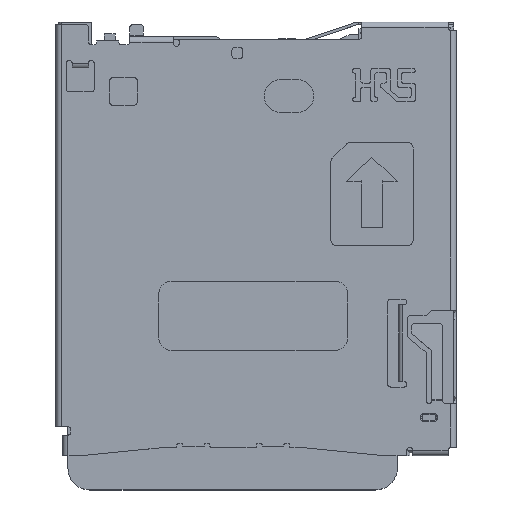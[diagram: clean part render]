
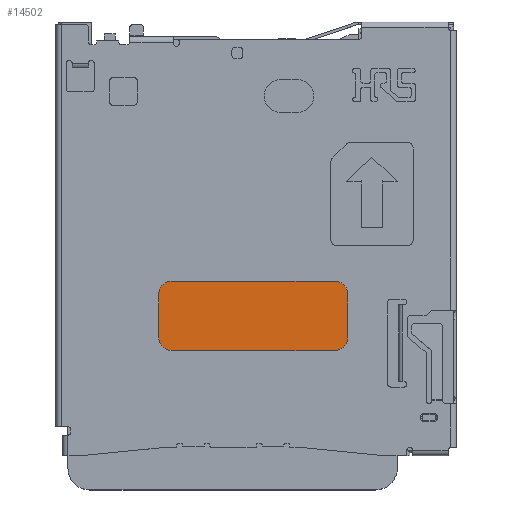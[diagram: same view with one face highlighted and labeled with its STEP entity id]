
A CAD part, top view. The second image highlights one B-rep face of the part: STEP entity #14502.
In plain terms, the highlighted free-form (B-spline) face has degree [1, 1] with [2, 2] control points.
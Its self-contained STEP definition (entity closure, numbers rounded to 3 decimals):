
#14446 = VERTEX_POINT('',#14447);
#14447 = CARTESIAN_POINT('',(2.75,-4.52,1.12));
#14453 = EDGE_CURVE('',#14454,#14446,#14456,.T.);
#14454 = VERTEX_POINT('',#14455);
#14455 = CARTESIAN_POINT('',(-3.15,-4.52,1.12));
#14456 = LINE('',#14457,#14458);
#14457 = CARTESIAN_POINT('',(-3.15,-4.52,1.12));
#14458 = VECTOR('',#14459,1.);
#14459 = DIRECTION('',(1.,0.,0.));
#14476 = VERTEX_POINT('',#14477);
#14477 = CARTESIAN_POINT('',(3.25,-4.02,1.12));
#14483 = EDGE_CURVE('',#14446,#14476,#14484,.T.);
#14484 = CIRCLE('',#14485,0.5);
#14485 = AXIS2_PLACEMENT_3D('',#14486,#14487,#14488);
#14486 = CARTESIAN_POINT('',(2.75,-4.02,1.12));
#14487 = DIRECTION('',(0.,0.,1.));
#14488 = DIRECTION('',(0.,-1.,0.));
#14502 = ADVANCED_FACE('',(#14503),#14556,.T.);
#14503 = FACE_BOUND('',#14504,.T.);
#14504 = EDGE_LOOP('',(#14505,#14515,#14522,#14523,#14524,#14532,#14541,
    #14549));
#14505 = ORIENTED_EDGE('',*,*,#14506,.F.);
#14506 = EDGE_CURVE('',#14507,#14509,#14511,.T.);
#14507 = VERTEX_POINT('',#14508);
#14508 = CARTESIAN_POINT('',(-3.65,-4.02,1.12));
#14509 = VERTEX_POINT('',#14510);
#14510 = CARTESIAN_POINT('',(-3.65,-2.49,1.12));
#14511 = LINE('',#14512,#14513);
#14512 = CARTESIAN_POINT('',(-3.65,-4.02,1.12));
#14513 = VECTOR('',#14514,1.);
#14514 = DIRECTION('',(0.,1.,0.));
#14515 = ORIENTED_EDGE('',*,*,#14516,.T.);
#14516 = EDGE_CURVE('',#14507,#14454,#14517,.T.);
#14517 = CIRCLE('',#14518,0.5);
#14518 = AXIS2_PLACEMENT_3D('',#14519,#14520,#14521);
#14519 = CARTESIAN_POINT('',(-3.15,-4.02,1.12));
#14520 = DIRECTION('',(0.,0.,1.));
#14521 = DIRECTION('',(-1.,0.,0.));
#14522 = ORIENTED_EDGE('',*,*,#14453,.T.);
#14523 = ORIENTED_EDGE('',*,*,#14483,.T.);
#14524 = ORIENTED_EDGE('',*,*,#14525,.T.);
#14525 = EDGE_CURVE('',#14476,#14526,#14528,.T.);
#14526 = VERTEX_POINT('',#14527);
#14527 = CARTESIAN_POINT('',(3.25,-2.49,1.12));
#14528 = LINE('',#14529,#14530);
#14529 = CARTESIAN_POINT('',(3.25,-4.02,1.12));
#14530 = VECTOR('',#14531,1.);
#14531 = DIRECTION('',(0.,1.,0.));
#14532 = ORIENTED_EDGE('',*,*,#14533,.T.);
#14533 = EDGE_CURVE('',#14526,#14534,#14536,.T.);
#14534 = VERTEX_POINT('',#14535);
#14535 = CARTESIAN_POINT('',(2.75,-1.99,1.12));
#14536 = CIRCLE('',#14537,0.5);
#14537 = AXIS2_PLACEMENT_3D('',#14538,#14539,#14540);
#14538 = CARTESIAN_POINT('',(2.75,-2.49,1.12));
#14539 = DIRECTION('',(-0.,0.,1.));
#14540 = DIRECTION('',(1.,0.,0.));
#14541 = ORIENTED_EDGE('',*,*,#14542,.T.);
#14542 = EDGE_CURVE('',#14534,#14543,#14545,.T.);
#14543 = VERTEX_POINT('',#14544);
#14544 = CARTESIAN_POINT('',(-3.15,-1.99,1.12));
#14545 = LINE('',#14546,#14547);
#14546 = CARTESIAN_POINT('',(2.75,-1.99,1.12));
#14547 = VECTOR('',#14548,1.);
#14548 = DIRECTION('',(-1.,0.,0.));
#14549 = ORIENTED_EDGE('',*,*,#14550,.T.);
#14550 = EDGE_CURVE('',#14543,#14509,#14551,.T.);
#14551 = CIRCLE('',#14552,0.5);
#14552 = AXIS2_PLACEMENT_3D('',#14553,#14554,#14555);
#14553 = CARTESIAN_POINT('',(-3.15,-2.49,1.12));
#14554 = DIRECTION('',(0.,-0.,1.));
#14555 = DIRECTION('',(0.,1.,0.));
#14556 = B_SPLINE_SURFACE_WITH_KNOTS('',1,1,(
    (#14557,#14558)
    ,(#14559,#14560
    )),.UNSPECIFIED.,.F.,.F.,.F.,(2,2),(2,2),(0.,1.),(0.,1.),
  .PIECEWISE_BEZIER_KNOTS.);
#14557 = CARTESIAN_POINT('',(-3.829,-4.59,1.12));
#14558 = CARTESIAN_POINT('',(-3.829,-1.92,1.12));
#14559 = CARTESIAN_POINT('',(3.429,-4.59,1.12));
#14560 = CARTESIAN_POINT('',(3.429,-1.92,1.12));
